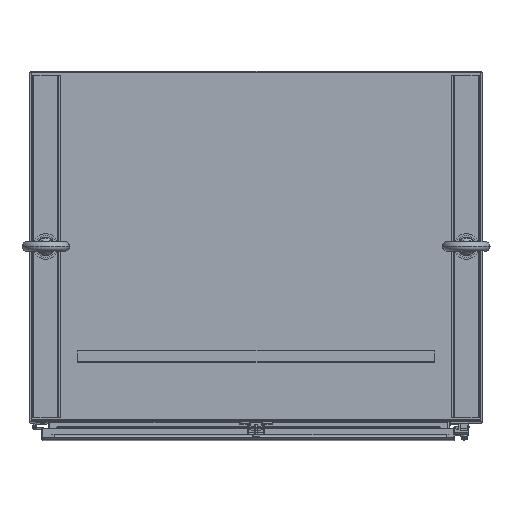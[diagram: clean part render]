
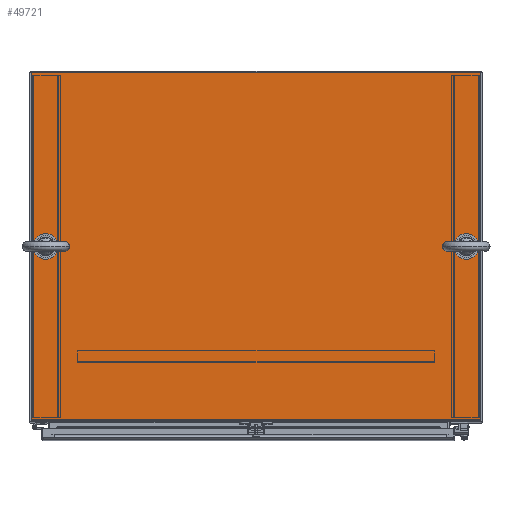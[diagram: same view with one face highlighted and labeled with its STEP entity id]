
A CAD part, top view. The second image highlights one B-rep face of the part: STEP entity #49721.
In plain terms, the highlighted planar face has unit normal (0, 0, 1).
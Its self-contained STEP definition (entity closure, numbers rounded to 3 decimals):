
#52 = ORIENTED_EDGE ( 'NONE', *, *, #55262, .T. ) ;
#415 = DIRECTION ( 'NONE',  ( 0., 0., 1. ) ) ;
#1520 = CARTESIAN_POINT ( 'NONE',  ( 12.435, 12., 72.06 ) ) ;
#2588 = LINE ( 'NONE', #1520, #60951 ) ;
#3030 = CARTESIAN_POINT ( 'NONE',  ( 12.435, 12., 72.06 ) ) ;
#6103 = ORIENTED_EDGE ( 'NONE', *, *, #70345, .T. ) ;
#6296 = FACE_OUTER_BOUND ( 'NONE', #43661, .T. ) ;
#7615 = CARTESIAN_POINT ( 'NONE',  ( -18.435, -11.857, 72.06 ) ) ;
#9286 = EDGE_CURVE ( 'NONE', #46001, #24618, #36224, .T. ) ;
#9875 = CARTESIAN_POINT ( 'NONE',  ( -17.435, 0.032, 72.06 ) ) ;
#10369 = EDGE_CURVE ( 'NONE', #70019, #24618, #13131, .T. ) ;
#10980 = AXIS2_PLACEMENT_3D ( 'NONE', #39623, #29640, #34442 ) ;
#11199 = VERTEX_POINT ( 'NONE', #18391 ) ;
#11826 = CARTESIAN_POINT ( 'NONE',  ( -18.435, -12., 72.06 ) ) ;
#13131 = LINE ( 'NONE', #7615, #21091 ) ;
#14117 = DIRECTION ( 'NONE',  ( 0., -1., 0. ) ) ;
#18391 = CARTESIAN_POINT ( 'NONE',  ( -17.06, 0.032, 72.06 ) ) ;
#19056 = LINE ( 'NONE', #64035, #72824 ) ;
#19408 = DIRECTION ( 'NONE',  ( 0., 1., 0. ) ) ;
#20023 = DIRECTION ( 'NONE',  ( 0., 0., -1. ) ) ;
#21091 = VECTOR ( 'NONE', #36332, 39.37 ) ;
#22170 = CIRCLE ( 'NONE', #72839, 0.375 ) ;
#24596 = EDGE_LOOP ( 'NONE', ( #6103, #52 ) ) ;
#24618 = VERTEX_POINT ( 'NONE', #32619 ) ;
#25471 = CARTESIAN_POINT ( 'NONE',  ( 11.06, 0.032, 72.06 ) ) ;
#25546 = CARTESIAN_POINT ( 'NONE',  ( -17.435, 0.032, 72.06 ) ) ;
#26049 = VERTEX_POINT ( 'NONE', #3030 ) ;
#26318 = EDGE_CURVE ( 'NONE', #26049, #46001, #2588, .T. ) ;
#26661 = CARTESIAN_POINT ( 'NONE',  ( 11.81, 0.032, 72.06 ) ) ;
#26761 = EDGE_CURVE ( 'NONE', #70019, #26049, #19056, .T. ) ;
#27915 = AXIS2_PLACEMENT_3D ( 'NONE', #25546, #20023, #41069 ) ;
#29640 = DIRECTION ( 'NONE',  ( 0., 0., -1. ) ) ;
#31526 = DIRECTION ( 'NONE',  ( 0., 0., -1. ) ) ;
#32619 = CARTESIAN_POINT ( 'NONE',  ( -18.435, -11.857, 72.06 ) ) ;
#32716 = VERTEX_POINT ( 'NONE', #25471 ) ;
#34442 = DIRECTION ( 'NONE',  ( 1., 0., 0. ) ) ;
#35345 = VECTOR ( 'NONE', #14117, 39.37 ) ;
#35606 = DIRECTION ( 'NONE',  ( 1., 0., 0. ) ) ;
#36224 = LINE ( 'NONE', #53187, #35345 ) ;
#36332 = DIRECTION ( 'NONE',  ( -1., 0., 0. ) ) ;
#38607 = DIRECTION ( 'NONE',  ( 1., 0., 0. ) ) ;
#39623 = CARTESIAN_POINT ( 'NONE',  ( 11.435, 0.032, 72.06 ) ) ;
#39751 = ORIENTED_EDGE ( 'NONE', *, *, #70141, .T. ) ;
#41069 = DIRECTION ( 'NONE',  ( 1., 0., 0. ) ) ;
#41084 = AXIS2_PLACEMENT_3D ( 'NONE', #58454, #31526, #35606 ) ;
#43661 = EDGE_LOOP ( 'NONE', ( #68589, #62926, #61273, #67492 ) ) ;
#43934 = CIRCLE ( 'NONE', #10980, 0.375 ) ;
#44294 = AXIS2_PLACEMENT_3D ( 'NONE', #11826, #415, #45315 ) ;
#44588 = CIRCLE ( 'NONE', #41084, 0.375 ) ;
#45315 = DIRECTION ( 'NONE',  ( 1., 0., 0. ) ) ;
#46001 = VERTEX_POINT ( 'NONE', #55175 ) ;
#46062 = FACE_BOUND ( 'NONE', #24596, .T. ) ;
#47322 = CARTESIAN_POINT ( 'NONE',  ( -17.81, 0.032, 72.06 ) ) ;
#47494 = DIRECTION ( 'NONE',  ( -1., 0., 0. ) ) ;
#49721 = ADVANCED_FACE ( 'NONE', ( #6296, #46062, #72650 ), #51607, .T. ) ;
#51607 = PLANE ( 'NONE',  #44294 ) ;
#51693 = ORIENTED_EDGE ( 'NONE', *, *, #68256, .T. ) ;
#53187 = CARTESIAN_POINT ( 'NONE',  ( -18.435, 12., 72.06 ) ) ;
#54459 = DIRECTION ( 'NONE',  ( 0., 0., -1. ) ) ;
#54724 = EDGE_LOOP ( 'NONE', ( #39751, #51693 ) ) ;
#54978 = CIRCLE ( 'NONE', #27915, 0.375 ) ;
#55175 = CARTESIAN_POINT ( 'NONE',  ( -18.435, 12., 72.06 ) ) ;
#55262 = EDGE_CURVE ( 'NONE', #32716, #57753, #43934, .T. ) ;
#56370 = VERTEX_POINT ( 'NONE', #47322 ) ;
#57753 = VERTEX_POINT ( 'NONE', #26661 ) ;
#58454 = CARTESIAN_POINT ( 'NONE',  ( 11.435, 0.032, 72.06 ) ) ;
#60951 = VECTOR ( 'NONE', #47494, 39.37 ) ;
#61273 = ORIENTED_EDGE ( 'NONE', *, *, #9286, .T. ) ;
#62926 = ORIENTED_EDGE ( 'NONE', *, *, #26318, .T. ) ;
#64035 = CARTESIAN_POINT ( 'NONE',  ( 12.435, -12., 72.06 ) ) ;
#67492 = ORIENTED_EDGE ( 'NONE', *, *, #10369, .F. ) ;
#68256 = EDGE_CURVE ( 'NONE', #56370, #11199, #54978, .T. ) ;
#68589 = ORIENTED_EDGE ( 'NONE', *, *, #26761, .T. ) ;
#69980 = CARTESIAN_POINT ( 'NONE',  ( 12.435, -11.857, 72.06 ) ) ;
#70019 = VERTEX_POINT ( 'NONE', #69980 ) ;
#70141 = EDGE_CURVE ( 'NONE', #11199, #56370, #22170, .T. ) ;
#70345 = EDGE_CURVE ( 'NONE', #57753, #32716, #44588, .T. ) ;
#72650 = FACE_BOUND ( 'NONE', #54724, .T. ) ;
#72824 = VECTOR ( 'NONE', #19408, 39.37 ) ;
#72839 = AXIS2_PLACEMENT_3D ( 'NONE', #9875, #54459, #38607 ) ;
